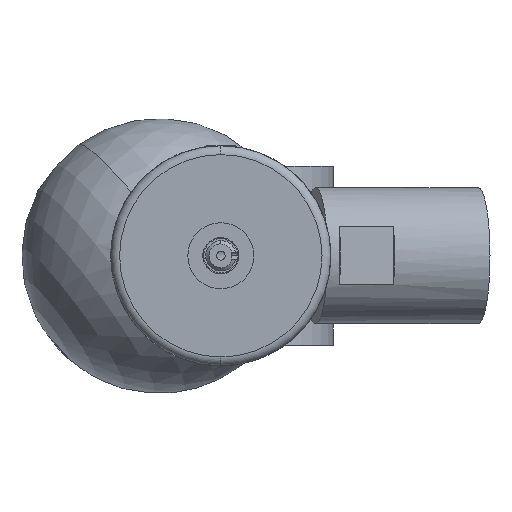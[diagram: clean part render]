
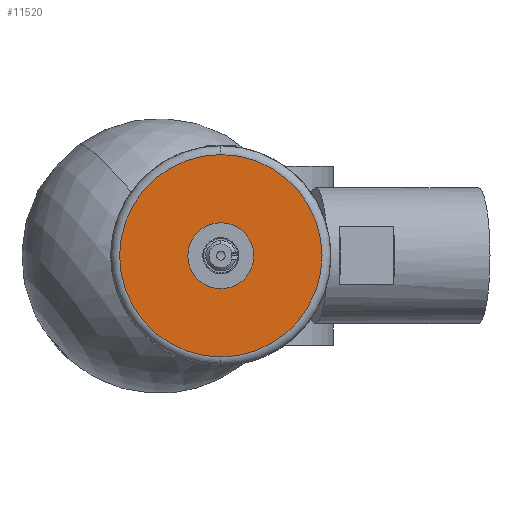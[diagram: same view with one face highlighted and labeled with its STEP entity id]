
A CAD part, left-side view. The second image highlights one B-rep face of the part: STEP entity #11520.
In plain terms, the highlighted planar face has unit normal (-1, 0, 0).
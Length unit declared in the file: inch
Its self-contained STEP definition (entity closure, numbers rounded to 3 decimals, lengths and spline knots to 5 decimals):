
#16 = DIRECTION ( 'NONE',  ( -1., 0., 0. ) ) ;
#92 = CIRCLE ( 'NONE', #3475, 0.0805 ) ;
#211 = VERTEX_POINT ( 'NONE', #8035 ) ;
#379 = CIRCLE ( 'NONE', #802, 0.0805 ) ;
#466 = DIRECTION ( 'NONE',  ( -1., 0., 0. ) ) ;
#576 = DIRECTION ( 'NONE',  ( 1., 0., 0. ) ) ;
#769 = CARTESIAN_POINT ( 'NONE',  ( -0.0335, 0., 0.46 ) ) ;
#802 = AXIS2_PLACEMENT_3D ( 'NONE', #1930, #16, #7090 ) ;
#1708 = DIRECTION ( 'NONE',  ( 0., 0., -1. ) ) ;
#1930 = CARTESIAN_POINT ( 'NONE',  ( -0.0335, 0., 0. ) ) ;
#2406 = VERTEX_POINT ( 'NONE', #12649 ) ;
#2453 = EDGE_CURVE ( 'NONE', #4196, #211, #92, .T. ) ;
#3457 = ORIENTED_EDGE ( 'NONE', *, *, #7450, .T. ) ;
#3475 = AXIS2_PLACEMENT_3D ( 'NONE', #12706, #466, #3710 ) ;
#3710 = DIRECTION ( 'NONE',  ( 0., 0., 1. ) ) ;
#3721 = ORIENTED_EDGE ( 'NONE', *, *, #6324, .F. ) ;
#3901 = AXIS2_PLACEMENT_3D ( 'NONE', #11575, #576, #8588 ) ;
#4196 = VERTEX_POINT ( 'NONE', #8511 ) ;
#4222 = EDGE_LOOP ( 'NONE', ( #3721, #8845 ) ) ;
#4351 = CIRCLE ( 'NONE', #11985, 0.46 ) ;
#5579 = EDGE_CURVE ( 'NONE', #2406, #8211, #4351, .T. ) ;
#6324 = EDGE_CURVE ( 'NONE', #211, #4196, #379, .T. ) ;
#6528 = CARTESIAN_POINT ( 'NONE',  ( -0.0335, 0., 0. ) ) ;
#7090 = DIRECTION ( 'NONE',  ( 0., 0., 1. ) ) ;
#7450 = EDGE_CURVE ( 'NONE', #8211, #2406, #10740, .T. ) ;
#8035 = CARTESIAN_POINT ( 'NONE',  ( -0.0335, 0., 0.0805 ) ) ;
#8211 = VERTEX_POINT ( 'NONE', #769 ) ;
#8511 = CARTESIAN_POINT ( 'NONE',  ( -0.0335, 0., -0.0805 ) ) ;
#8588 = DIRECTION ( 'NONE',  ( 0., 0., -1. ) ) ;
#8608 = DIRECTION ( 'NONE',  ( -1., 0., 0. ) ) ;
#8845 = ORIENTED_EDGE ( 'NONE', *, *, #2453, .F. ) ;
#8868 = CARTESIAN_POINT ( 'NONE',  ( -0.0335, 0., 0. ) ) ;
#9553 = ORIENTED_EDGE ( 'NONE', *, *, #5579, .T. ) ;
#10308 = AXIS2_PLACEMENT_3D ( 'NONE', #8868, #10797, #11956 ) ;
#10393 = FACE_OUTER_BOUND ( 'NONE', #12274, .T. ) ;
#10740 = CIRCLE ( 'NONE', #10308, 0.46 ) ;
#10797 = DIRECTION ( 'NONE',  ( -1., 0., 0. ) ) ;
#11374 = FACE_BOUND ( 'NONE', #4222, .T. ) ;
#11520 = ADVANCED_FACE ( 'NONE', ( #11374, #10393 ), #12415, .F. ) ;
#11575 = CARTESIAN_POINT ( 'NONE',  ( -0.0335, 0.5, 0. ) ) ;
#11956 = DIRECTION ( 'NONE',  ( 0., 0., -1. ) ) ;
#11985 = AXIS2_PLACEMENT_3D ( 'NONE', #6528, #8608, #1708 ) ;
#12274 = EDGE_LOOP ( 'NONE', ( #9553, #3457 ) ) ;
#12415 = PLANE ( 'NONE',  #3901 ) ;
#12649 = CARTESIAN_POINT ( 'NONE',  ( -0.0335, 0., -0.46 ) ) ;
#12706 = CARTESIAN_POINT ( 'NONE',  ( -0.0335, 0., 0. ) ) ;
